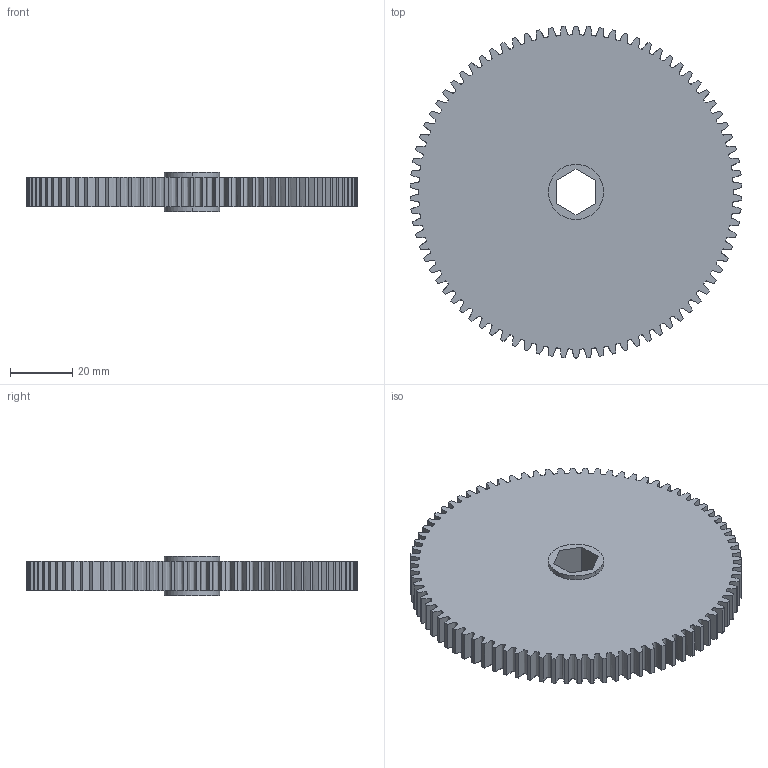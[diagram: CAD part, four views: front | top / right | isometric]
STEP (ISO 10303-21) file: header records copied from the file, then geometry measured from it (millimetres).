
FILE_DESCRIPTION (( 'STEP AP214' ), '1' );
FILE_NAME ('217-5482-001 Rev1.STEP', '2016-08-25T20:57:32', ( '' ), ( '' ), 'SwSTEP 2.0', 'SolidWorks 2015', '' );
FILE_SCHEMA (( 'AUTOMOTIVE_DESIGN' ));
Length unit declared in the file: millimetre
Products named in the file (1): 217-5482-001 Rev1
Bounding box: 106.64 x 106.68 x 12.6 mm (x, y, z)
Volume: 82347.6 mm3; surface area: 23762.2 mm2
Topology: 1 solids, 1 shells, 178 faces, 522 edges, 348 vertices
Faces by surface type: cylinder 86, bspline 82, plane 10
Entity records: 29776 total; most frequent: CARTESIAN_POINT 25403, ORIENTED_EDGE 1044, DIRECTION 724, EDGE_CURVE 522, VERTEX_POINT 348, AXIS2_PLACEMENT_3D 269, LINE 186, VECTOR 186
